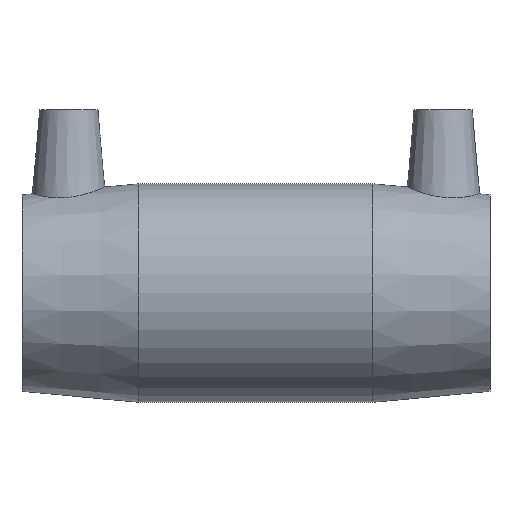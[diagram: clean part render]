
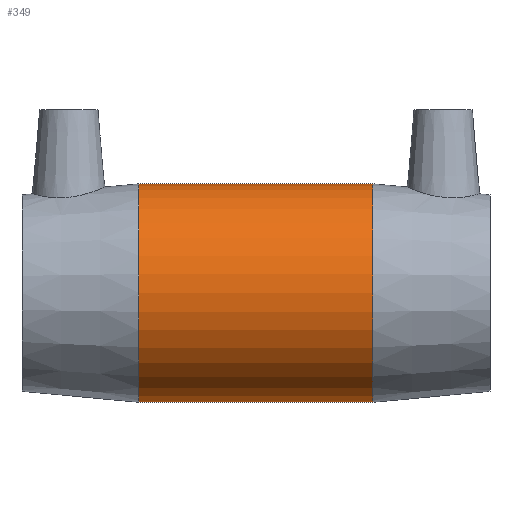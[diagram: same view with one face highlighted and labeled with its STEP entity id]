
A CAD part, top view. The second image highlights one B-rep face of the part: STEP entity #349.
In plain terms, the highlighted cylindrical face has radius 28 mm (diameter 56 mm), a full revolution.
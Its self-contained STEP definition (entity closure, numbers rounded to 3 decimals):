
#47=FACE_BOUND('',#155,.T.);
#48=FACE_BOUND('',#156,.T.);
#79=CIRCLE('',#395,28.);
#80=CIRCLE('',#396,28.);
#110=FACE_OUTER_BOUND('',#154,.T.);
#154=EDGE_LOOP('',(#286));
#155=EDGE_LOOP('',(#287));
#156=EDGE_LOOP('',(#288));
#191=B_SPLINE_CURVE_WITH_KNOTS('',3,(#621,#622,#623,#624,#625,#626,#627,
#628,#629,#630,#631,#632,#633,#634,#635,#636,#637,#638,#639,#640,#641,#642,
#643,#644,#645,#646,#647,#648,#649,#650,#651,#652,#653,#654,#655,#656,#657,
#658,#659,#660,#661,#662,#663,#664,#665,#666,#667,#668,#669,#670,#671,#672,
#673,#674,#675,#676,#677,#678,#679,#680,#681,#682,#683,#684,#685,#686),
 .UNSPECIFIED.,.T.,.F.,(4,2,2,2,2,2,2,2,2,2,2,2,2,2,2,2,2,2,2,2,2,2,2,2,
2,2,2,2,2,2,2,2,4),(0.,0.399,0.798,1.197,
1.595,1.988,2.38,2.773,3.165,
3.558,3.95,4.343,4.735,5.134,
5.533,5.932,6.331,6.73,7.129,
7.528,7.926,8.319,8.711,9.104,
9.496,9.889,10.281,10.674,11.066,
11.465,11.864,12.263,12.662),
 .UNSPECIFIED.);
#197=VERTEX_POINT('',#620);
#210=VERTEX_POINT('',#791);
#211=VERTEX_POINT('',#793);
#229=EDGE_CURVE('',#197,#197,#191,.T.);
#242=EDGE_CURVE('',#210,#210,#79,.T.);
#243=EDGE_CURVE('',#211,#211,#80,.T.);
#286=ORIENTED_EDGE('',*,*,#242,.F.);
#287=ORIENTED_EDGE('',*,*,#229,.T.);
#288=ORIENTED_EDGE('',*,*,#243,.T.);
#328=CYLINDRICAL_SURFACE('',#394,28.);
#349=ADVANCED_FACE('',(#110,#47,#48),#328,.T.);
#394=AXIS2_PLACEMENT_3D('',#790,#482,#483);
#395=AXIS2_PLACEMENT_3D('',#792,#484,#485);
#396=AXIS2_PLACEMENT_3D('',#794,#486,#487);
#482=DIRECTION('center_axis',(1.,0.,0.));
#483=DIRECTION('ref_axis',(0.,1.,0.));
#484=DIRECTION('center_axis',(1.,0.,0.));
#485=DIRECTION('ref_axis',(0.,0.,-1.));
#486=DIRECTION('center_axis',(1.,0.,0.));
#487=DIRECTION('ref_axis',(0.,0.,-1.));
#620=CARTESIAN_POINT('',(0.,-20.,-19.596));
#621=CARTESIAN_POINT('Ctrl Pts',(0.,-20.,-19.596));
#622=CARTESIAN_POINT('Ctrl Pts',(1.33,-20.,-19.596));
#623=CARTESIAN_POINT('Ctrl Pts',(2.672,-19.866,-19.735));
#624=CARTESIAN_POINT('Ctrl Pts',(5.295,-19.333,-20.258));
#625=CARTESIAN_POINT('Ctrl Pts',(6.576,-18.934,-20.639));
#626=CARTESIAN_POINT('Ctrl Pts',(9.009,-17.905,-21.538));
#627=CARTESIAN_POINT('Ctrl Pts',(10.163,-17.273,-22.055));
#628=CARTESIAN_POINT('Ctrl Pts',(12.296,-15.827,-23.115));
#629=CARTESIAN_POINT('Ctrl Pts',(13.273,-15.011,-23.658));
#630=CARTESIAN_POINT('Ctrl Pts',(14.997,-13.287,-24.666));
#631=CARTESIAN_POINT('Ctrl Pts',(15.81,-12.317,-25.172));
#632=CARTESIAN_POINT('Ctrl Pts',(17.261,-10.185,-26.108));
#633=CARTESIAN_POINT('Ctrl Pts',(17.899,-9.022,-26.537));
#634=CARTESIAN_POINT('Ctrl Pts',(18.937,-6.569,-27.248));
#635=CARTESIAN_POINT('Ctrl Pts',(19.338,-5.277,-27.53));
#636=CARTESIAN_POINT('Ctrl Pts',(19.87,-2.646,-27.906));
#637=CARTESIAN_POINT('Ctrl Pts',(20.,-1.308,-28.));
#638=CARTESIAN_POINT('Ctrl Pts',(20.,1.308,-28.));
#639=CARTESIAN_POINT('Ctrl Pts',(19.87,2.646,-27.906));
#640=CARTESIAN_POINT('Ctrl Pts',(19.338,5.277,-27.53));
#641=CARTESIAN_POINT('Ctrl Pts',(18.937,6.569,-27.248));
#642=CARTESIAN_POINT('Ctrl Pts',(17.899,9.022,-26.537));
#643=CARTESIAN_POINT('Ctrl Pts',(17.261,10.185,-26.108));
#644=CARTESIAN_POINT('Ctrl Pts',(15.81,12.317,-25.172));
#645=CARTESIAN_POINT('Ctrl Pts',(14.997,13.287,-24.666));
#646=CARTESIAN_POINT('Ctrl Pts',(13.273,15.011,-23.658));
#647=CARTESIAN_POINT('Ctrl Pts',(12.296,15.827,-23.115));
#648=CARTESIAN_POINT('Ctrl Pts',(10.163,17.273,-22.055));
#649=CARTESIAN_POINT('Ctrl Pts',(9.009,17.905,-21.538));
#650=CARTESIAN_POINT('Ctrl Pts',(6.576,18.934,-20.639));
#651=CARTESIAN_POINT('Ctrl Pts',(5.295,19.333,-20.258));
#652=CARTESIAN_POINT('Ctrl Pts',(2.672,19.866,-19.735));
#653=CARTESIAN_POINT('Ctrl Pts',(1.33,20.,-19.596));
#654=CARTESIAN_POINT('Ctrl Pts',(-1.33,20.,-19.596));
#655=CARTESIAN_POINT('Ctrl Pts',(-2.672,19.866,-19.735));
#656=CARTESIAN_POINT('Ctrl Pts',(-5.295,19.333,-20.258));
#657=CARTESIAN_POINT('Ctrl Pts',(-6.576,18.934,-20.639));
#658=CARTESIAN_POINT('Ctrl Pts',(-9.009,17.905,-21.538));
#659=CARTESIAN_POINT('Ctrl Pts',(-10.163,17.273,-22.055));
#660=CARTESIAN_POINT('Ctrl Pts',(-12.296,15.827,-23.115));
#661=CARTESIAN_POINT('Ctrl Pts',(-13.273,15.011,-23.658));
#662=CARTESIAN_POINT('Ctrl Pts',(-14.997,13.287,-24.666));
#663=CARTESIAN_POINT('Ctrl Pts',(-15.81,12.317,-25.172));
#664=CARTESIAN_POINT('Ctrl Pts',(-17.261,10.185,-26.108));
#665=CARTESIAN_POINT('Ctrl Pts',(-17.899,9.022,-26.537));
#666=CARTESIAN_POINT('Ctrl Pts',(-18.937,6.569,-27.248));
#667=CARTESIAN_POINT('Ctrl Pts',(-19.338,5.277,-27.53));
#668=CARTESIAN_POINT('Ctrl Pts',(-19.87,2.646,-27.906));
#669=CARTESIAN_POINT('Ctrl Pts',(-20.,1.308,-28.));
#670=CARTESIAN_POINT('Ctrl Pts',(-20.,-1.308,-28.));
#671=CARTESIAN_POINT('Ctrl Pts',(-19.87,-2.646,-27.906));
#672=CARTESIAN_POINT('Ctrl Pts',(-19.338,-5.277,-27.53));
#673=CARTESIAN_POINT('Ctrl Pts',(-18.937,-6.569,-27.248));
#674=CARTESIAN_POINT('Ctrl Pts',(-17.899,-9.022,-26.537));
#675=CARTESIAN_POINT('Ctrl Pts',(-17.261,-10.185,-26.108));
#676=CARTESIAN_POINT('Ctrl Pts',(-15.81,-12.317,-25.172));
#677=CARTESIAN_POINT('Ctrl Pts',(-14.997,-13.287,-24.666));
#678=CARTESIAN_POINT('Ctrl Pts',(-13.273,-15.011,-23.658));
#679=CARTESIAN_POINT('Ctrl Pts',(-12.296,-15.827,-23.115));
#680=CARTESIAN_POINT('Ctrl Pts',(-10.163,-17.273,-22.055));
#681=CARTESIAN_POINT('Ctrl Pts',(-9.009,-17.905,-21.538));
#682=CARTESIAN_POINT('Ctrl Pts',(-6.576,-18.934,-20.639));
#683=CARTESIAN_POINT('Ctrl Pts',(-5.295,-19.333,-20.258));
#684=CARTESIAN_POINT('Ctrl Pts',(-2.672,-19.866,-19.735));
#685=CARTESIAN_POINT('Ctrl Pts',(-1.33,-20.,-19.596));
#686=CARTESIAN_POINT('Ctrl Pts',(0.,-20.,-19.596));
#790=CARTESIAN_POINT('Origin',(0.,0.,0.));
#791=CARTESIAN_POINT('',(30.,28.,0.));
#792=CARTESIAN_POINT('Origin',(30.,0.,0.));
#793=CARTESIAN_POINT('',(-30.,28.,0.));
#794=CARTESIAN_POINT('Origin',(-30.,0.,0.));
